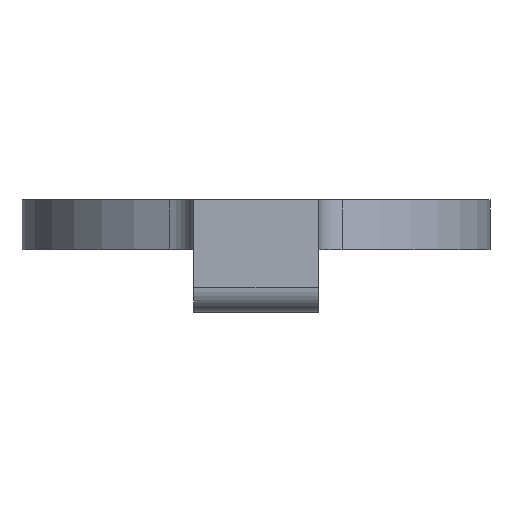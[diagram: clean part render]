
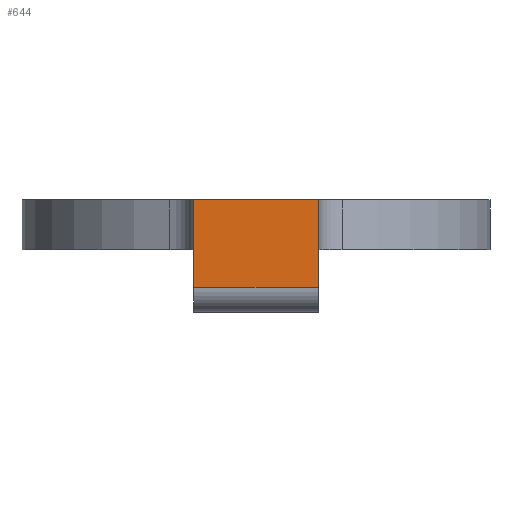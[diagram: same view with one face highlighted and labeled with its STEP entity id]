
A CAD part, front view. The second image highlights one B-rep face of the part: STEP entity #644.
In plain terms, the highlighted planar face has unit normal (0, -1, 0).
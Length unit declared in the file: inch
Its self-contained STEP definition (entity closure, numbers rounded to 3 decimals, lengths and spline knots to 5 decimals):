
#35 = ORIENTED_EDGE ( 'NONE', *, *, #571, .T. ) ;
#65 = ORIENTED_EDGE ( 'NONE', *, *, #538, .T. ) ;
#70 = LINE ( 'NONE', #534, #960 ) ;
#91 = ORIENTED_EDGE ( 'NONE', *, *, #838, .F. ) ;
#95 = LINE ( 'NONE', #400, #289 ) ;
#105 = VECTOR ( 'NONE', #725, 39.37008 ) ;
#173 = DIRECTION ( 'NONE',  ( 0., -1., 0. ) ) ;
#243 = CARTESIAN_POINT ( 'NONE',  ( -0.25, -1.3, -0.15 ) ) ;
#289 = VECTOR ( 'NONE', #484, 39.37008 ) ;
#313 = VERTEX_POINT ( 'NONE', #243 ) ;
#349 = CARTESIAN_POINT ( 'NONE',  ( -0.25, -1.3, -0.25 ) ) ;
#371 = CARTESIAN_POINT ( 'NONE',  ( -0.25, -1.3, 0.2 ) ) ;
#387 = CARTESIAN_POINT ( 'NONE',  ( -0.25, -1.3, 0.2 ) ) ;
#400 = CARTESIAN_POINT ( 'NONE',  ( 0.25, -1.3, -0.15 ) ) ;
#432 = EDGE_CURVE ( 'NONE', #313, #852, #488, .T. ) ;
#484 = DIRECTION ( 'NONE',  ( 1., 0., 0. ) ) ;
#488 = LINE ( 'NONE', #349, #546 ) ;
#534 = CARTESIAN_POINT ( 'NONE',  ( 0.25, -1.3, -0.25 ) ) ;
#538 = EDGE_CURVE ( 'NONE', #1018, #641, #70, .T. ) ;
#546 = VECTOR ( 'NONE', #863, 39.37008 ) ;
#571 = EDGE_CURVE ( 'NONE', #313, #1018, #95, .T. ) ;
#593 = CARTESIAN_POINT ( 'NONE',  ( -0.25, -1.3, -0.25 ) ) ;
#615 = AXIS2_PLACEMENT_3D ( 'NONE', #593, #173, #691 ) ;
#629 = DIRECTION ( 'NONE',  ( 0., 0., 1. ) ) ;
#641 = VERTEX_POINT ( 'NONE', #856 ) ;
#644 = ADVANCED_FACE ( 'NONE', ( #788 ), #919, .T. ) ;
#660 = LINE ( 'NONE', #387, #105 ) ;
#687 = EDGE_LOOP ( 'NONE', ( #817, #35, #65, #91 ) ) ;
#691 = DIRECTION ( 'NONE',  ( 0., 0., -1. ) ) ;
#725 = DIRECTION ( 'NONE',  ( 1., 0., 0. ) ) ;
#788 = FACE_OUTER_BOUND ( 'NONE', #687, .T. ) ;
#817 = ORIENTED_EDGE ( 'NONE', *, *, #432, .F. ) ;
#838 = EDGE_CURVE ( 'NONE', #852, #641, #660, .T. ) ;
#852 = VERTEX_POINT ( 'NONE', #371 ) ;
#856 = CARTESIAN_POINT ( 'NONE',  ( 0.25, -1.3, 0.2 ) ) ;
#863 = DIRECTION ( 'NONE',  ( 0., 0., 1. ) ) ;
#919 = PLANE ( 'NONE',  #615 ) ;
#940 = CARTESIAN_POINT ( 'NONE',  ( 0.25, -1.3, -0.15 ) ) ;
#960 = VECTOR ( 'NONE', #629, 39.37008 ) ;
#1018 = VERTEX_POINT ( 'NONE', #940 ) ;
